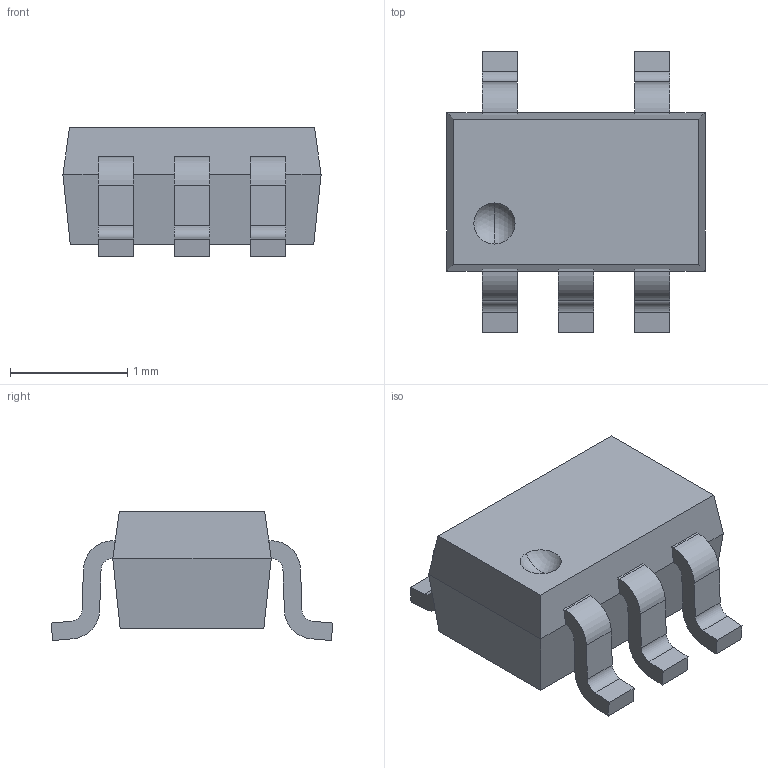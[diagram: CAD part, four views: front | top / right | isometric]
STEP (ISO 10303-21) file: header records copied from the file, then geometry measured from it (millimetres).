
FILE_DESCRIPTION (( 'STEP AP214' ), '1' );
FILE_NAME ('EAC7BDD3-8E21-49BB-84E8-06C3A08E4F8F.STEP', '2023-05-09T10:01:51', ( '' ), ( '' ), 'SwSTEP 2.0', 'SolidWorks 2022', '' );
FILE_SCHEMA (( 'AUTOMOTIVE_DESIGN' ));
Length unit declared in the file: millimetre
Products named in the file (1): EAC7BDD3-8E21-49BB-84E8-06C3A08E4F8F
Bounding box: 2.2 x 2.4 x 1.1 mm (x, y, z)
Volume: 3 mm3; surface area: 16.8 mm2
Topology: 1 solids, 1 shells, 72 faces, 193 edges, 124 vertices
Faces by surface type: plane 50, cylinder 20, sphere 2
Entity records: 2394 total; most frequent: CARTESIAN_POINT 390, ORIENTED_EDGE 386, DIRECTION 382, EDGE_CURVE 193, VECTOR 150, LINE 150, VERTEX_POINT 124, AXIS2_PLACEMENT_3D 116
